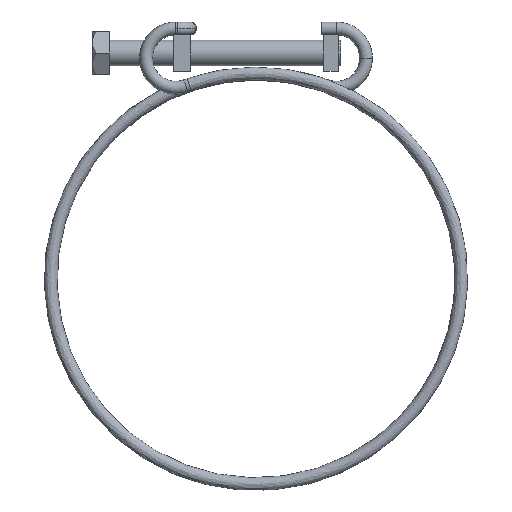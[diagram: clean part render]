
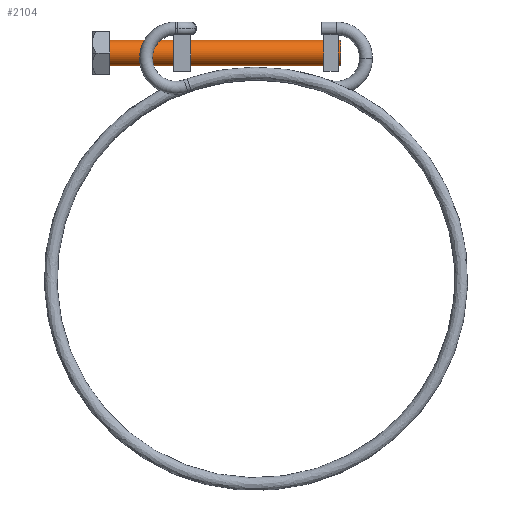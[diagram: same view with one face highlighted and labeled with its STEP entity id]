
A CAD part, top view. The second image highlights one B-rep face of the part: STEP entity #2104.
In plain terms, the highlighted cylindrical face has radius 3 mm (diameter 6 mm), a partial arc.
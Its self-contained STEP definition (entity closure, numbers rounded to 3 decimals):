
#30 = ORIENTED_EDGE ( 'NONE', *, *, #6686, .T. ) ;
#172 = CYLINDRICAL_SURFACE ( 'NONE', #8890, 3. ) ;
#500 = VERTEX_POINT ( 'NONE', #3161 ) ;
#927 = CARTESIAN_POINT ( 'NONE',  ( 19.788, 55.8, 0. ) ) ;
#1022 = AXIS2_PLACEMENT_3D ( 'NONE', #6177, #2628, #4880 ) ;
#1558 = CARTESIAN_POINT ( 'NONE',  ( 19.788, 49.8, 0. ) ) ;
#1895 = CARTESIAN_POINT ( 'NONE',  ( 19.788, 49.8, 0. ) ) ;
#1954 = VERTEX_POINT ( 'NONE', #1558 ) ;
#2104 = ADVANCED_FACE ( 'NONE', ( #2851 ), #172, .T. ) ;
#2205 = LINE ( 'NONE', #927, #6747 ) ;
#2326 = EDGE_LOOP ( 'NONE', ( #3615, #5839, #30, #7006 ) ) ;
#2568 = LINE ( 'NONE', #1895, #5784 ) ;
#2628 = DIRECTION ( 'NONE',  ( 1., 0., 0. ) ) ;
#2678 = DIRECTION ( 'NONE',  ( 1., 0., 0. ) ) ;
#2851 = FACE_OUTER_BOUND ( 'NONE', #2326, .T. ) ;
#2995 = CARTESIAN_POINT ( 'NONE',  ( -34.212, 49.8, 0. ) ) ;
#3161 = CARTESIAN_POINT ( 'NONE',  ( -34.212, 55.8, 0. ) ) ;
#3615 = ORIENTED_EDGE ( 'NONE', *, *, #6717, .F. ) ;
#3733 = DIRECTION ( 'NONE',  ( -1., 0., 0. ) ) ;
#3853 = CARTESIAN_POINT ( 'NONE',  ( 19.788, 52.8, 0. ) ) ;
#4154 = EDGE_CURVE ( 'NONE', #1954, #6785, #2568, .T. ) ;
#4496 = CIRCLE ( 'NONE', #1022, 3. ) ;
#4677 = DIRECTION ( 'NONE',  ( -1., 0., 0. ) ) ;
#4880 = DIRECTION ( 'NONE',  ( 0., 1., 0. ) ) ;
#5592 = CARTESIAN_POINT ( 'NONE',  ( -34.212, 52.8, 0. ) ) ;
#5596 = DIRECTION ( 'NONE',  ( 0., -1., 0. ) ) ;
#5784 = VECTOR ( 'NONE', #4677, 1000. ) ;
#5815 = CIRCLE ( 'NONE', #8494, 3. ) ;
#5839 = ORIENTED_EDGE ( 'NONE', *, *, #8693, .T. ) ;
#5960 = DIRECTION ( 'NONE',  ( -1., 0., 0. ) ) ;
#6177 = CARTESIAN_POINT ( 'NONE',  ( 19.788, 52.8, 0. ) ) ;
#6686 = EDGE_CURVE ( 'NONE', #500, #6785, #5815, .T. ) ;
#6717 = EDGE_CURVE ( 'NONE', #8738, #1954, #4496, .T. ) ;
#6747 = VECTOR ( 'NONE', #3733, 1000. ) ;
#6785 = VERTEX_POINT ( 'NONE', #2995 ) ;
#7006 = ORIENTED_EDGE ( 'NONE', *, *, #4154, .F. ) ;
#8410 = DIRECTION ( 'NONE',  ( 0., 1., 0. ) ) ;
#8494 = AXIS2_PLACEMENT_3D ( 'NONE', #5592, #2678, #8410 ) ;
#8693 = EDGE_CURVE ( 'NONE', #8738, #500, #2205, .T. ) ;
#8727 = CARTESIAN_POINT ( 'NONE',  ( 19.788, 55.8, 0. ) ) ;
#8738 = VERTEX_POINT ( 'NONE', #8727 ) ;
#8890 = AXIS2_PLACEMENT_3D ( 'NONE', #3853, #5960, #5596 ) ;
